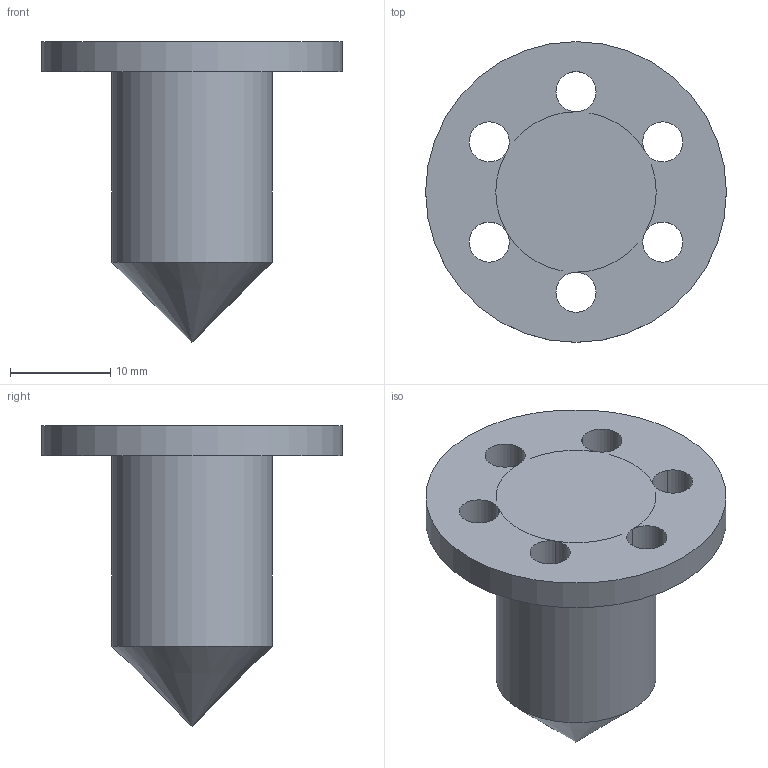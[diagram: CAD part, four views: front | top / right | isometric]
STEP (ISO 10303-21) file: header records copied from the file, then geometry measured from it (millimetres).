
FILE_DESCRIPTION(('FreeCAD Model'),'2;1');
FILE_NAME('Nozzle.step', '2016-07-21T17:47:23',('Author'),(''), 'Open CASCADE STEP processor 6.8','FreeCAD','Unknown');
FILE_SCHEMA(('AUTOMOTIVE_DESIGN_CC2 { 1 2 10303 214 -1 1 5 4 }'));
Length unit declared in the file: millimetre
Products named in the file (2): ASSEMBLY; Nozzle
Assembly tree (1 placements, depth 2):
  ASSEMBLY
    Nozzle
Bounding box: 30 x 30 x 30 mm (x, y, z)
Volume: 6250.7 mm3; surface area: 2810.2 mm2
Topology: 1 solids, 1 shells, 18 faces, 57 edges, 30 vertices
Faces by surface type: cylinder 14, plane 3, cone 1
Full cylindrical faces by diameter (mm): 16 x1, 30 x1
Entity records: 2046 total; most frequent: CARTESIAN_POINT 922, DIRECTION 199, ORIENTED_EDGE 112, PCURVE 112, DEFINITIONAL_REPRESENTATION 112, CIRCLE 79, AXIS2_PLACEMENT_3D 61, EDGE_CURVE 56
